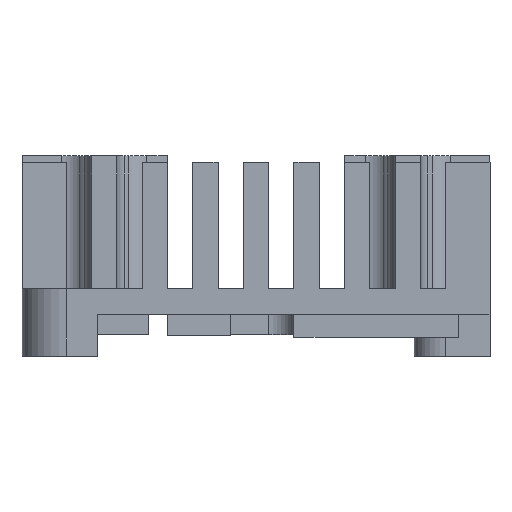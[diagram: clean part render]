
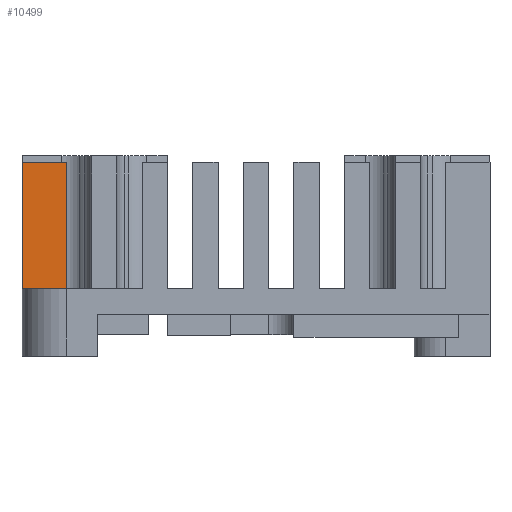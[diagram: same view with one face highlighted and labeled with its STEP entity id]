
A CAD part, front view. The second image highlights one B-rep face of the part: STEP entity #10499.
In plain terms, the highlighted planar face has unit normal (0, -1, 0).
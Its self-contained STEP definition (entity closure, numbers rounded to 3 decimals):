
#136 = VECTOR ( 'NONE', #11658, 1000. ) ;
#514 = DIRECTION ( 'NONE',  ( 1., 0., 0. ) ) ;
#1719 = LINE ( 'NONE', #13917, #10427 ) ;
#2911 = CARTESIAN_POINT ( 'NONE',  ( 3.5, 8., 12. ) ) ;
#3199 = ORIENTED_EDGE ( 'NONE', *, *, #13319, .F. ) ;
#3890 = FACE_OUTER_BOUND ( 'NONE', #15746, .T. ) ;
#5292 = VERTEX_POINT ( 'NONE', #9508 ) ;
#5443 = DIRECTION ( 'NONE',  ( 0., 1., 0. ) ) ;
#5582 = DIRECTION ( 'NONE',  ( 1., 0., 0. ) ) ;
#6025 = LINE ( 'NONE', #11374, #136 ) ;
#7531 = ORIENTED_EDGE ( 'NONE', *, *, #14638, .F. ) ;
#7873 = LINE ( 'NONE', #13145, #9482 ) ;
#8495 = CARTESIAN_POINT ( 'NONE',  ( 3.5, 8., 2. ) ) ;
#8710 = VERTEX_POINT ( 'NONE', #11670 ) ;
#8827 = EDGE_CURVE ( 'NONE', #5292, #15256, #7873, .T. ) ;
#9482 = VECTOR ( 'NONE', #514, 1000. ) ;
#9508 = CARTESIAN_POINT ( 'NONE',  ( 0., 8., 2. ) ) ;
#9717 = ORIENTED_EDGE ( 'NONE', *, *, #8827, .T. ) ;
#10196 = DIRECTION ( 'NONE',  ( 0., 0., 1. ) ) ;
#10427 = VECTOR ( 'NONE', #10196, 1000. ) ;
#10499 = ADVANCED_FACE ( 'NONE', ( #3890 ), #13757, .F. ) ;
#11124 = LINE ( 'NONE', #2911, #15802 ) ;
#11374 = CARTESIAN_POINT ( 'NONE',  ( 3.5, 8., 12. ) ) ;
#11658 = DIRECTION ( 'NONE',  ( 0., 0., -1. ) ) ;
#11670 = CARTESIAN_POINT ( 'NONE',  ( 0., 8., 12. ) ) ;
#12653 = ORIENTED_EDGE ( 'NONE', *, *, #12957, .F. ) ;
#12957 = EDGE_CURVE ( 'NONE', #5292, #8710, #1719, .T. ) ;
#13145 = CARTESIAN_POINT ( 'NONE',  ( 3.5, 8., 2. ) ) ;
#13211 = VERTEX_POINT ( 'NONE', #18192 ) ;
#13319 = EDGE_CURVE ( 'NONE', #13211, #15256, #6025, .T. ) ;
#13757 = PLANE ( 'NONE',  #15065 ) ;
#13848 = CARTESIAN_POINT ( 'NONE',  ( 3.5, 8., 12. ) ) ;
#13917 = CARTESIAN_POINT ( 'NONE',  ( 0., 8., -0.5 ) ) ;
#14638 = EDGE_CURVE ( 'NONE', #8710, #13211, #11124, .T. ) ;
#15065 = AXIS2_PLACEMENT_3D ( 'NONE', #13848, #5443, #15216 ) ;
#15216 = DIRECTION ( 'NONE',  ( -1., 0., 0. ) ) ;
#15256 = VERTEX_POINT ( 'NONE', #8495 ) ;
#15746 = EDGE_LOOP ( 'NONE', ( #9717, #3199, #7531, #12653 ) ) ;
#15802 = VECTOR ( 'NONE', #5582, 1000. ) ;
#18192 = CARTESIAN_POINT ( 'NONE',  ( 3.5, 8., 12. ) ) ;
